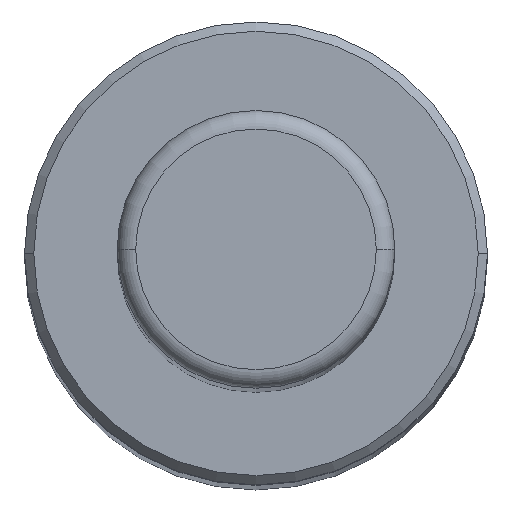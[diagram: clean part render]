
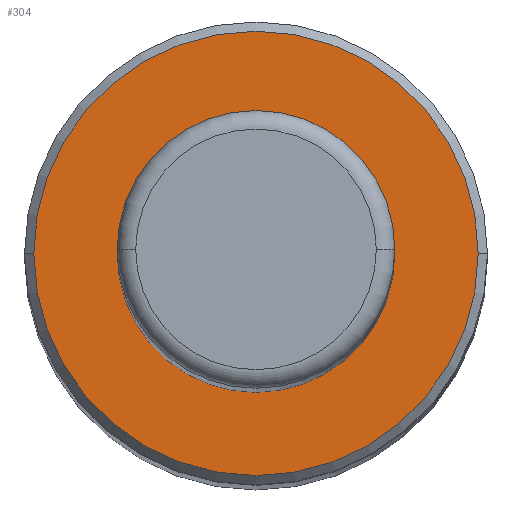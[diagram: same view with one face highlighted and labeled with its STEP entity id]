
A CAD part, top view. The second image highlights one B-rep face of the part: STEP entity #304.
In plain terms, the highlighted planar face has unit normal (0, 0, 1).
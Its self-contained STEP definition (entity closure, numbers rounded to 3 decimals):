
#21 = DIRECTION ( 'NONE',  ( 0., 0., -1. ) ) ;
#80 = FACE_OUTER_BOUND ( 'NONE', #488, .T. ) ;
#92 = DIRECTION ( 'NONE',  ( 0., 0., 1. ) ) ;
#94 = ORIENTED_EDGE ( 'NONE', *, *, #555, .T. ) ;
#100 = AXIS2_PLACEMENT_3D ( 'NONE', #618, #92, #1010 ) ;
#101 = ORIENTED_EDGE ( 'NONE', *, *, #215, .T. ) ;
#114 = CARTESIAN_POINT ( 'NONE',  ( 0., 0., 159. ) ) ;
#128 = CARTESIAN_POINT ( 'NONE',  ( -7.5, 0., 159. ) ) ;
#154 = EDGE_CURVE ( 'NONE', #242, #1079, #159, .T. ) ;
#158 = DIRECTION ( 'NONE',  ( 1., 0., 0. ) ) ;
#159 = CIRCLE ( 'NONE', #733, 7.5 ) ;
#215 = EDGE_CURVE ( 'NONE', #1079, #242, #616, .T. ) ;
#242 = VERTEX_POINT ( 'NONE', #732 ) ;
#246 = EDGE_CURVE ( 'NONE', #1011, #563, #562, .T. ) ;
#278 = CIRCLE ( 'NONE', #1058, 12. ) ;
#281 = ORIENTED_EDGE ( 'NONE', *, *, #154, .T. ) ;
#304 = ADVANCED_FACE ( 'NONE', ( #80, #783 ), #1022, .T. ) ;
#400 = CARTESIAN_POINT ( 'NONE',  ( -12., 0., 159. ) ) ;
#419 = CARTESIAN_POINT ( 'NONE',  ( 0., 0., 159. ) ) ;
#488 = EDGE_LOOP ( 'NONE', ( #94, #701 ) ) ;
#553 = DIRECTION ( 'NONE',  ( 0., 0., -1. ) ) ;
#555 = EDGE_CURVE ( 'NONE', #563, #1011, #278, .T. ) ;
#562 = CIRCLE ( 'NONE', #993, 12. ) ;
#563 = VERTEX_POINT ( 'NONE', #400 ) ;
#616 = CIRCLE ( 'NONE', #847, 7.5 ) ;
#618 = CARTESIAN_POINT ( 'NONE',  ( -7.5, 0., 159. ) ) ;
#688 = CARTESIAN_POINT ( 'NONE',  ( 0., 0., 159. ) ) ;
#701 = ORIENTED_EDGE ( 'NONE', *, *, #246, .T. ) ;
#717 = DIRECTION ( 'NONE',  ( -1., 0., 0. ) ) ;
#732 = CARTESIAN_POINT ( 'NONE',  ( 7.5, 0., 159. ) ) ;
#733 = AXIS2_PLACEMENT_3D ( 'NONE', #114, #553, #717 ) ;
#761 = CARTESIAN_POINT ( 'NONE',  ( 12., 0., 159. ) ) ;
#783 = FACE_BOUND ( 'NONE', #907, .T. ) ;
#847 = AXIS2_PLACEMENT_3D ( 'NONE', #953, #21, #883 ) ;
#883 = DIRECTION ( 'NONE',  ( -1., 0., 0. ) ) ;
#907 = EDGE_LOOP ( 'NONE', ( #101, #281 ) ) ;
#953 = CARTESIAN_POINT ( 'NONE',  ( 0., 0., 159. ) ) ;
#993 = AXIS2_PLACEMENT_3D ( 'NONE', #419, #1035, #996 ) ;
#996 = DIRECTION ( 'NONE',  ( 1., 0., 0. ) ) ;
#1010 = DIRECTION ( 'NONE',  ( 1., 0., 0. ) ) ;
#1011 = VERTEX_POINT ( 'NONE', #761 ) ;
#1022 = PLANE ( 'NONE',  #100 ) ;
#1035 = DIRECTION ( 'NONE',  ( 0., 0., 1. ) ) ;
#1058 = AXIS2_PLACEMENT_3D ( 'NONE', #688, #1101, #158 ) ;
#1079 = VERTEX_POINT ( 'NONE', #128 ) ;
#1101 = DIRECTION ( 'NONE',  ( 0., 0., 1. ) ) ;
